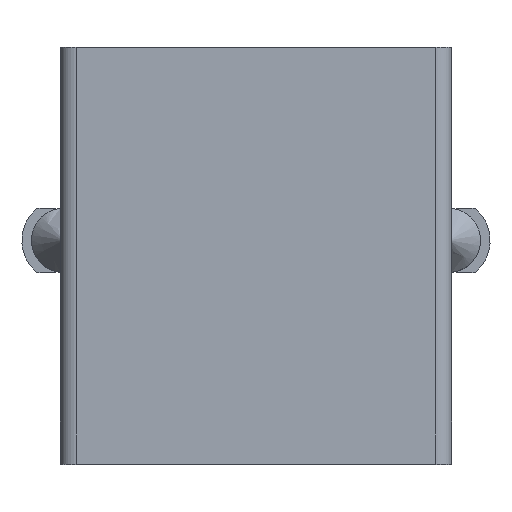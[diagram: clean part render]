
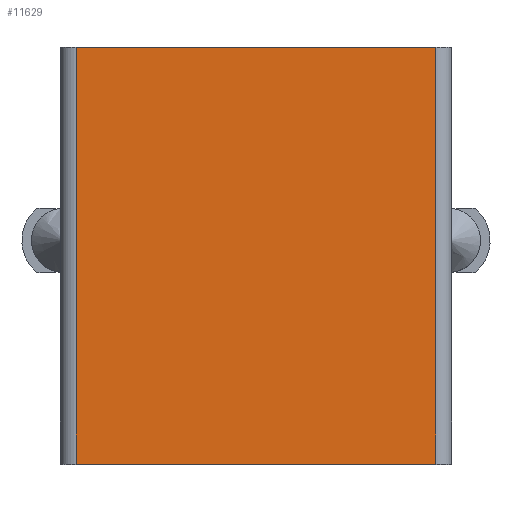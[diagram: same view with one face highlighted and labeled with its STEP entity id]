
A CAD part, top view. The second image highlights one B-rep face of the part: STEP entity #11629.
In plain terms, the highlighted planar face has unit normal (0, 0, 1).
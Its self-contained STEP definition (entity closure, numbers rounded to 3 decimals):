
#3486=DIRECTION('',(0.,-1.,0.));
#3487=VECTOR('',#3486,13.);
#3488=CARTESIAN_POINT('',(-5.6,6.5,14.5));
#3489=LINE('',#3488,#3487);
#3490=DIRECTION('',(-1.,0.,0.));
#3491=VECTOR('',#3490,11.2);
#3492=CARTESIAN_POINT('',(5.6,6.5,14.5));
#3493=LINE('',#3492,#3491);
#3494=DIRECTION('',(0.,1.,0.));
#3495=VECTOR('',#3494,13.);
#3496=CARTESIAN_POINT('',(5.6,-6.5,14.5));
#3497=LINE('',#3496,#3495);
#3498=DIRECTION('',(1.,0.,0.));
#3499=VECTOR('',#3498,11.2);
#3500=CARTESIAN_POINT('',(-5.6,-6.5,14.5));
#3501=LINE('',#3500,#3499);
#5094=CARTESIAN_POINT('',(-5.6,-6.5,14.5));
#5096=VERTEX_POINT('',#5094);
#5100=CARTESIAN_POINT('',(-5.6,6.5,14.5));
#5101=VERTEX_POINT('',#5100);
#5102=CARTESIAN_POINT('',(5.6,6.5,14.5));
#5104=VERTEX_POINT('',#5102);
#5108=CARTESIAN_POINT('',(5.6,-6.5,14.5));
#5109=VERTEX_POINT('',#5108);
#11617=CARTESIAN_POINT('',(0.,0.,14.5));
#11618=DIRECTION('',(0.,0.,1.));
#11619=DIRECTION('',(1.,0.,0.));
#11620=AXIS2_PLACEMENT_3D('',#11617,#11618,#11619);
#11621=PLANE('',#11620);
#11623=ORIENTED_EDGE('',*,*,#11622,.F.);
#11624=ORIENTED_EDGE('',*,*,#7801,.F.);
#11625=ORIENTED_EDGE('',*,*,#11605,.F.);
#11626=ORIENTED_EDGE('',*,*,#6913,.F.);
#11627=EDGE_LOOP('',(#11623,#11624,#11625,#11626));
#11628=FACE_OUTER_BOUND('',#11627,.F.);
#6913=EDGE_CURVE('',#5096,#5109,#3501,.T.);
#7801=EDGE_CURVE('',#5104,#5101,#3493,.T.);
#11605=EDGE_CURVE('',#5109,#5104,#3497,.T.);
#11622=EDGE_CURVE('',#5101,#5096,#3489,.T.);
#11629=ADVANCED_FACE('',(#11628),#11621,.T.);
